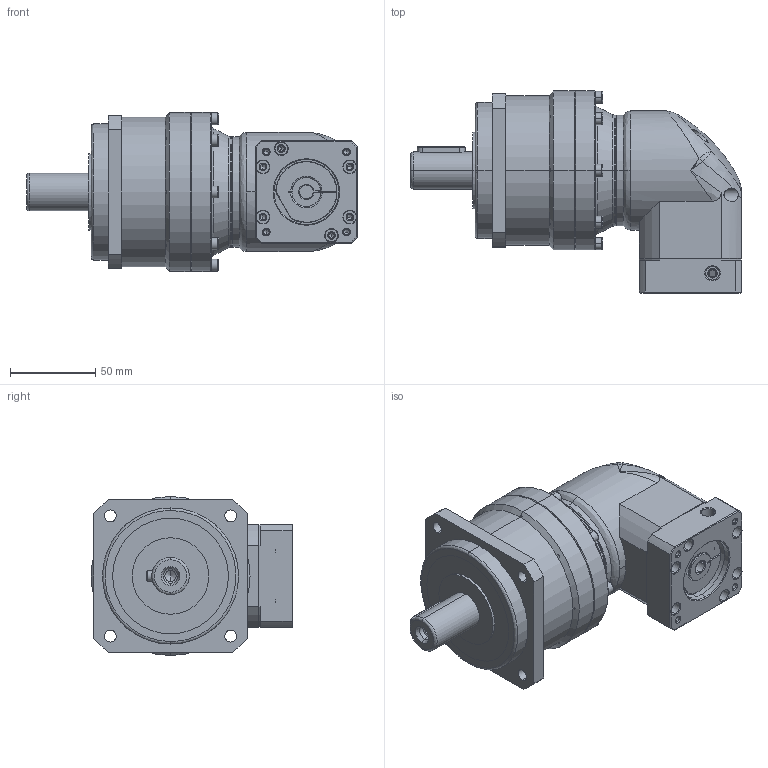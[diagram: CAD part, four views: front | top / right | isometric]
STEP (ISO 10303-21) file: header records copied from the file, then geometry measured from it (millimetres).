
FILE_DESCRIPTION (( 'STEP AP214' ), '1' );
FILE_NAME ('PBL090-L2-8-38.1-66.67M4.STEP', '2024-01-06T01:49:45', ( 'admin' ), ( '' ), 'SwSTEP 2.0', 'SolidWorks 2013', '' );
FILE_SCHEMA (( 'AUTOMOTIVE_DESIGN' ));
Length unit declared in the file: millimetre
Products named in the file (7): SDL060_X2_94DD58F3_X0_-14; SBL060_X2_8F9351658F7495017D2773AF_X0_-14; SBL060-38.1-66.67M4; PB090_X2_4E007EA79F7F570863A5_X0_060; PB090_X2_8F9351FA7AEF_X0_; 14_X2_8F6C_X0_8_X2_5957_X0_; PBL090-L2-8-38.1-66.67M4
Assembly tree (6 placements, depth 2):
  PBL090-L2-8-38.1-66.67M4
    SDL060_X2_94DD58F3_X0_-14
    SBL060_X2_8F9351658F7495017D2773AF_X0_-14
    SBL060-38.1-66.67M4
    PB090_X2_4E007EA79F7F570863A5_X0_060
    PB090_X2_8F9351FA7AEF_X0_
    14_X2_8F6C_X0_8_X2_5957_X0_
Bounding box: 194.5 x 118.75 x 93.5 mm (x, y, z)
Volume: 887390.1 mm3; surface area: 127519.5 mm2
Topology: 8 solids, 8 shells, 629 faces, 1590 edges, 958 vertices
Faces by surface type: cylinder 247, plane 180, cone 145, bspline 55, torus 2
Entity records: 28965 total; most frequent: CARTESIAN_POINT 7065, DIRECTION 3141, ORIENTED_EDGE 3016, EDGE_CURVE 1508, AXIS2_PLACEMENT_3D 1243, VERTEX_POINT 958, EDGE_LOOP 734, CIRCLE 660
